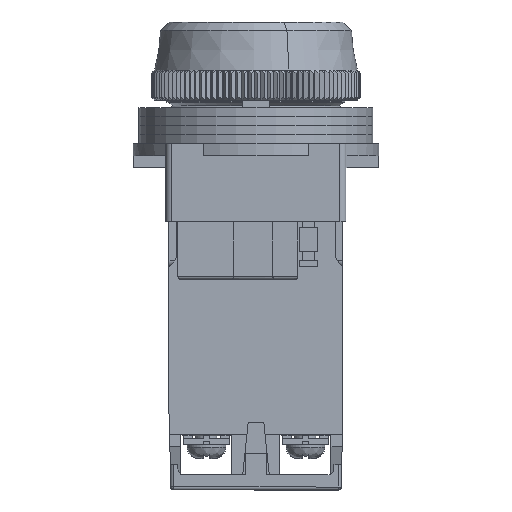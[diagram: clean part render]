
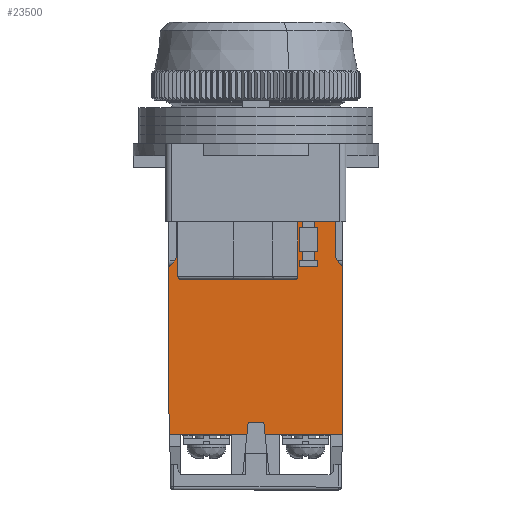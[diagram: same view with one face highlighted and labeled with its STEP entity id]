
A CAD part, front view. The second image highlights one B-rep face of the part: STEP entity #23500.
In plain terms, the highlighted planar face has unit normal (0, -1, 0).
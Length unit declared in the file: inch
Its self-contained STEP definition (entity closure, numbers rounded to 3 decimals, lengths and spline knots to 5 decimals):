
#1153 = VECTOR ( 'NONE', #7078, 39.37008 ) ;
#1595 = DIRECTION ( 'NONE',  ( -0.104, 0., -0.995 ) ) ;
#2146 = VECTOR ( 'NONE', #28215, 39.37008 ) ;
#2699 = ORIENTED_EDGE ( 'NONE', *, *, #30259, .F. ) ;
#3088 = ORIENTED_EDGE ( 'NONE', *, *, #38041, .F. ) ;
#4088 = VERTEX_POINT ( 'NONE', #7541 ) ;
#4566 = LINE ( 'NONE', #49440, #22042 ) ;
#5162 = EDGE_CURVE ( 'NONE', #55335, #14188, #10538, .T. ) ;
#5552 = CARTESIAN_POINT ( 'NONE',  ( 0.00601, -0.05094, -0.18898 ) ) ;
#5663 = LINE ( 'NONE', #17248, #52014 ) ;
#6205 = ORIENTED_EDGE ( 'NONE', *, *, #36156, .F. ) ;
#7078 = DIRECTION ( 'NONE',  ( -0.026, 0., 1. ) ) ;
#7184 = EDGE_CURVE ( 'NONE', #29759, #33597, #21637, .T. ) ;
#7212 = VECTOR ( 'NONE', #49471, 39.37008 ) ;
#7541 = CARTESIAN_POINT ( 'NONE',  ( 0.51742, -0.05094, -0.05118 ) ) ;
#7807 = CARTESIAN_POINT ( 'NONE',  ( 0.51383, -0.05094, -0.18898 ) ) ;
#9152 = EDGE_CURVE ( 'NONE', #28325, #55335, #43119, .T. ) ;
#9206 = VECTOR ( 'NONE', #1595, 39.37008 ) ;
#10171 = ORIENTED_EDGE ( 'NONE', *, *, #20273, .F. ) ;
#10538 = LINE ( 'NONE', #13711, #2146 ) ;
#10562 = CARTESIAN_POINT ( 'NONE',  ( -0.62431, -0.05094, -0.05118 ) ) ;
#11333 = VECTOR ( 'NONE', #11941, 39.37008 ) ;
#11941 = DIRECTION ( 'NONE',  ( -1., 0., 0. ) ) ;
#13711 = CARTESIAN_POINT ( 'NONE',  ( -0.62431, -0.05094, -0.18898 ) ) ;
#13730 = EDGE_CURVE ( 'NONE', #41280, #4088, #37654, .T. ) ;
#14188 = VERTEX_POINT ( 'NONE', #22610 ) ;
#14735 = ORIENTED_EDGE ( 'NONE', *, *, #7184, .F. ) ;
#14861 = CARTESIAN_POINT ( 'NONE',  ( -0.62431, -0.05094, -0.18898 ) ) ;
#14878 = VECTOR ( 'NONE', #57678, 39.37008 ) ;
#16053 = VECTOR ( 'NONE', #35083, 39.37008 ) ;
#16057 = EDGE_LOOP ( 'NONE', ( #10171, #14735, #3088, #57570, #2699, #40976, #46854, #18283, #28562, #6205 ) ) ;
#16969 = EDGE_CURVE ( 'NONE', #14188, #41280, #5663, .T. ) ;
#17248 = CARTESIAN_POINT ( 'NONE',  ( -0.62431, -0.05094, 1.20866 ) ) ;
#17470 = LINE ( 'NONE', #54187, #11333 ) ;
#18121 = CARTESIAN_POINT ( 'NONE',  ( -0.62071, -0.05094, -0.18898 ) ) ;
#18283 = ORIENTED_EDGE ( 'NONE', *, *, #5162, .F. ) ;
#18369 = VECTOR ( 'NONE', #54150, 39.37008 ) ;
#20273 = EDGE_CURVE ( 'NONE', #33597, #49419, #32003, .T. ) ;
#20609 = CARTESIAN_POINT ( 'NONE',  ( -0.62431, -0.05094, -0.18898 ) ) ;
#21637 = LINE ( 'NONE', #49269, #7212 ) ;
#22042 = VECTOR ( 'NONE', #30121, 39.37008 ) ;
#22610 = CARTESIAN_POINT ( 'NONE',  ( -0.62431, -0.05094, 1.20866 ) ) ;
#23500 = ADVANCED_FACE ( 'NONE', ( #36627 ), #47833, .F. ) ;
#28215 = DIRECTION ( 'NONE',  ( 0., 0., 1. ) ) ;
#28325 = VERTEX_POINT ( 'NONE', #18121 ) ;
#28562 = ORIENTED_EDGE ( 'NONE', *, *, #9152, .F. ) ;
#28992 = LINE ( 'NONE', #5552, #16053 ) ;
#29055 = VERTEX_POINT ( 'NONE', #35391 ) ;
#29305 = DIRECTION ( 'NONE',  ( 1., 0., 0. ) ) ;
#29759 = VERTEX_POINT ( 'NONE', #46379 ) ;
#30121 = DIRECTION ( 'NONE',  ( -0.026, 0., -1. ) ) ;
#30204 = AXIS2_PLACEMENT_3D ( 'NONE', #14861, #43632, #29305 ) ;
#30259 = EDGE_CURVE ( 'NONE', #4088, #33117, #4566, .T. ) ;
#31421 = CARTESIAN_POINT ( 'NONE',  ( -0.10462, -0.05094, -0.11024 ) ) ;
#32003 = LINE ( 'NONE', #31421, #9206 ) ;
#33117 = VERTEX_POINT ( 'NONE', #7807 ) ;
#33597 = VERTEX_POINT ( 'NONE', #59888 ) ;
#35083 = DIRECTION ( 'NONE',  ( -0.104, 0., 0.995 ) ) ;
#35391 = CARTESIAN_POINT ( 'NONE',  ( 0.00601, -0.05094, -0.18898 ) ) ;
#36156 = EDGE_CURVE ( 'NONE', #49419, #28325, #17470, .T. ) ;
#36627 = FACE_OUTER_BOUND ( 'NONE', #16057, .T. ) ;
#37654 = LINE ( 'NONE', #43329, #14878 ) ;
#38030 = EDGE_CURVE ( 'NONE', #33117, #29055, #51772, .T. ) ;
#38041 = EDGE_CURVE ( 'NONE', #29055, #29759, #28992, .T. ) ;
#40976 = ORIENTED_EDGE ( 'NONE', *, *, #13730, .F. ) ;
#41280 = VERTEX_POINT ( 'NONE', #48941 ) ;
#41705 = DIRECTION ( 'NONE',  ( 1., 0., 0. ) ) ;
#43119 = LINE ( 'NONE', #44522, #1153 ) ;
#43329 = CARTESIAN_POINT ( 'NONE',  ( 0.51742, -0.05094, -0.18898 ) ) ;
#43632 = DIRECTION ( 'NONE',  ( 0., 1., 0. ) ) ;
#44522 = CARTESIAN_POINT ( 'NONE',  ( -0.62071, -0.05094, -0.18898 ) ) ;
#46379 = CARTESIAN_POINT ( 'NONE',  ( -0.00226, -0.05094, -0.11024 ) ) ;
#46854 = ORIENTED_EDGE ( 'NONE', *, *, #16969, .F. ) ;
#47833 = PLANE ( 'NONE',  #30204 ) ;
#48941 = CARTESIAN_POINT ( 'NONE',  ( 0.51742, -0.05094, 1.20866 ) ) ;
#49269 = CARTESIAN_POINT ( 'NONE',  ( -0.62431, -0.05094, -0.11024 ) ) ;
#49419 = VERTEX_POINT ( 'NONE', #54207 ) ;
#49440 = CARTESIAN_POINT ( 'NONE',  ( 0.51742, -0.05094, -0.05118 ) ) ;
#49471 = DIRECTION ( 'NONE',  ( -1., 0., 0. ) ) ;
#51772 = LINE ( 'NONE', #20609, #18369 ) ;
#52014 = VECTOR ( 'NONE', #41705, 39.37008 ) ;
#54150 = DIRECTION ( 'NONE',  ( -1., 0., 0. ) ) ;
#54187 = CARTESIAN_POINT ( 'NONE',  ( -0.62431, -0.05094, -0.18898 ) ) ;
#54207 = CARTESIAN_POINT ( 'NONE',  ( -0.11289, -0.05094, -0.18898 ) ) ;
#55335 = VERTEX_POINT ( 'NONE', #10562 ) ;
#57570 = ORIENTED_EDGE ( 'NONE', *, *, #38030, .F. ) ;
#57678 = DIRECTION ( 'NONE',  ( 0., 0., -1. ) ) ;
#59888 = CARTESIAN_POINT ( 'NONE',  ( -0.10462, -0.05094, -0.11024 ) ) ;
